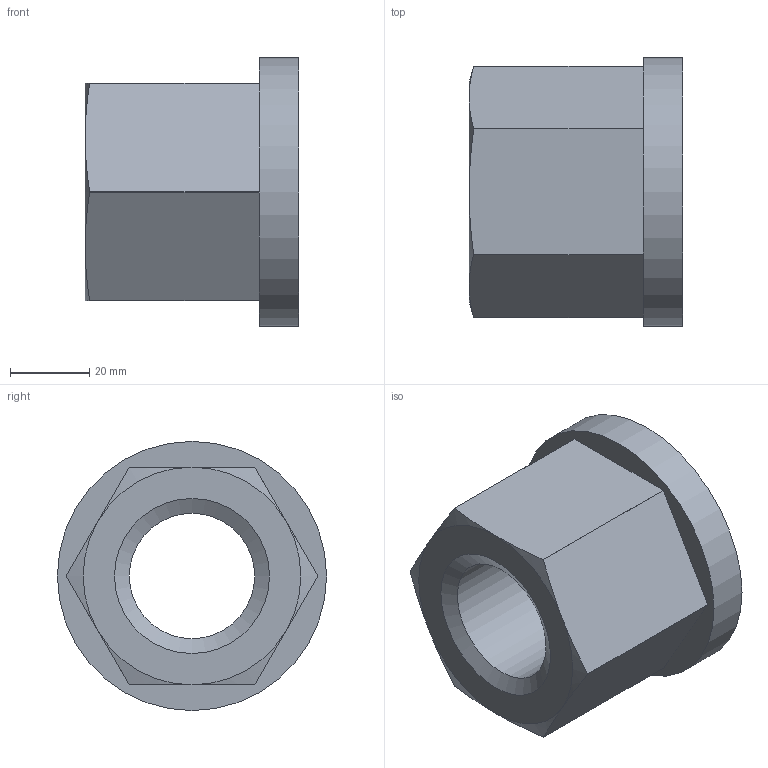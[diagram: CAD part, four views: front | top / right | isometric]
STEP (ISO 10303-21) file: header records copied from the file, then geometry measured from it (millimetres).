
FILE_DESCRIPTION( ( 'STEP AP214' ), '1' );
FILE_NAME( 'K0701.36.stp', '2020-12-09T12:13:35', ( '' ), ( '' ), ' ', 'PARTsolutions', ' ' );
FILE_SCHEMA( ( 'AUTOMOTIVE_DESIGN { 1 0 10303 214 1 1 1 1 }' ) );
Length unit declared in the file: millimetre
Products named in the file (1): _K0701.36
Bounding box: 54 x 68 x 68 mm (x, y, z)
Volume: 108080.9 mm3; surface area: 21211.5 mm2
Topology: 1 solids, 1 shells, 31 faces, 76 edges, 48 vertices
Faces by surface type: plane 15, cylinder 8, cone 8
Full cylindrical faces by diameter (mm): 31.67 x1, 68 x1
Entity records: 1194 total; most frequent: CARTESIAN_POINT 212, DIRECTION 148, ORIENTED_EDGE 144, EDGE_CURVE 72, AXIS2_PLACEMENT_3D 56, VERTEX_POINT 48, EDGE_LOOP 38, LINE 36
